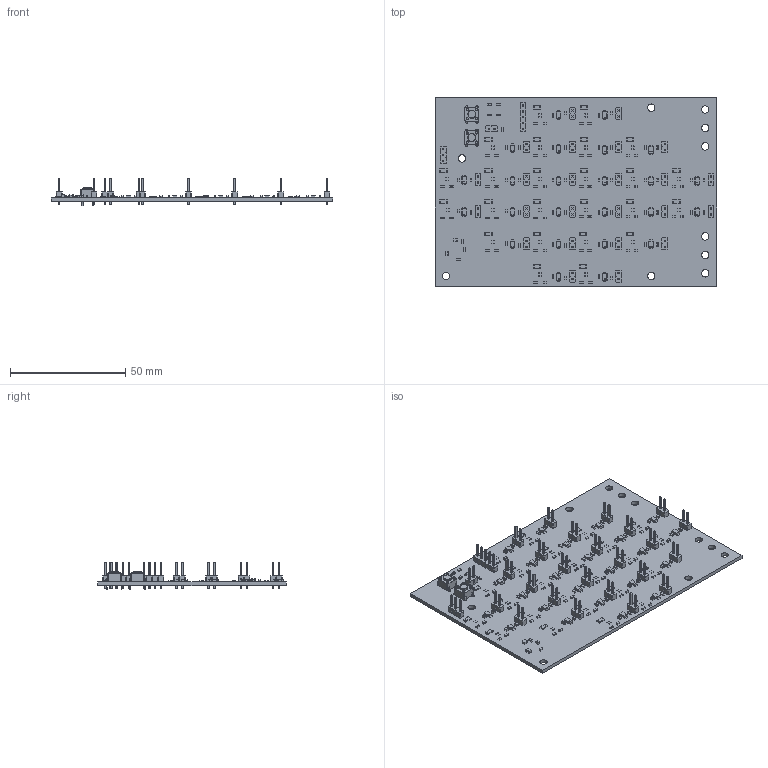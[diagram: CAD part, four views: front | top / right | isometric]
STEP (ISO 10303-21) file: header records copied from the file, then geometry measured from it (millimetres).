
FILE_DESCRIPTION(('KiCad electronic assembly'),'2;1');
FILE_NAME('MTSM340UV2-F5120S-current-driver.step','2022-01-01T09:16:51', ('An Author'),('A Company'),'Open CASCADE STEP processor 7.3', 'KiCad to STEP converter','Unknown');
FILE_SCHEMA(('AUTOMOTIVE_DESIGN { 1 0 10303 214 1 1 1 1 }'));
Length unit declared in the file: millimetre
Products named in the file (22): Open CASCADE STEP translator 7.3 1; C_0603_1608Metric; SOLID; PinHeader_1x02_P2.54mm_Vertical; R_1206_3216Metric; R_0603_1608Metric; SW_PUSH_6mm; D_PowerDI-123; C_0805_2012Metric; PinHeader_1x05_P2.54mm_Vertical; PinHeader_1x03_P2.54mm_Vertical; LED_0603_1608Metric; COMPOUND
Assembly tree (194 placements, depth 3):
  Open CASCADE STEP translator 7.3 1
    C_0603_1608Metric  x75
      SOLID
    PinHeader_1x02_P2.54mm_Vertical  x25
      SOLID
    R_1206_3216Metric  x24
      SOLID
    R_0603_1608Metric  x27
      SOLID
    SW_PUSH_6mm  x2
      SOLID
    D_PowerDI-123  x24
      SOLID
    C_0805_2012Metric  x2
      SOLID
    PinHeader_1x05_P2.54mm_Vertical
      SOLID
    PinHeader_1x03_P2.54mm_Vertical
      SOLID
    LED_0603_1608Metric  x2
      SOLID
    COMPOUND
Bounding box: 122 x 81.5 x 12.04 mm (x, y, z)
Volume: 17405.9 mm3; surface area: 25944.7 mm2
Topology: 184 solids, 184 shells, 6262 faces, 15758 edges, 10170 vertices
Faces by surface type: plane 4418, cylinder 1602, bspline 240, torus 2
Full cylindrical faces by diameter (mm): 0.2 x96, 1 x66, 1.1 x8, 3.2 x10, 3.5 x2
Entity records: 54484 total; most frequent: CARTESIAN_POINT 10612, DIRECTION 7564, LINE 4615, VECTOR 4615, ORIENTED_EDGE 3788, PCURVE 3788, DEFINITIONAL_REPRESENTATION 3788, EDGE_CURVE 1894
